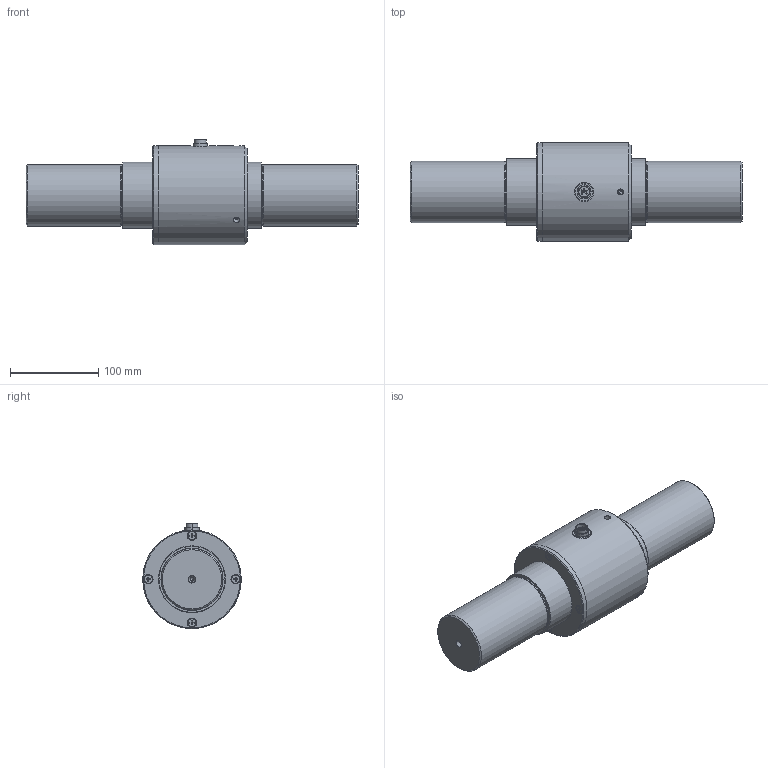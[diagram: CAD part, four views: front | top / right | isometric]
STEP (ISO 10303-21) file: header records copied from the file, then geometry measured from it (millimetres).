
FILE_DESCRIPTION( ( 'Unknown' ), '1' );
FILE_NAME( '2452-3d08.stp', 'Unknown', ( 'Unknown' ), ( 'Unknown' ), 'PSStep 17.0.49', 'Unknown', ' ' );
FILE_SCHEMA( ( 'AUTOMOTIVE_DESIGN { 1 0 10303 214 1 1 1 1 }' ) );
Length unit declared in the file: millimetre
Products named in the file (12): Assem1; FLANSCHSTECKER 6-POLIG; GEWINDESTIFT - DIN 913 - M8 X 12; GEWINDESTIFT - DIN 913 - M8 X 12-oa0; GEWINDESTIFT - DIN 913 - M8 X 12-oa1; 2300-001_doc-00047966; Senkschraube DIN 965-M5x12-H; Senkschraube DIN 965-M5x12-H-oa2; Senkschraube DIN 965-M5x12-H-oa3; Senkschraube DIN 965-M5x12-H-oa4; 2452-010_DOC-00106231; 2452-009_DOC-00106207
Assembly tree (11 placements, depth 2):
  Assem1
    FLANSCHSTECKER 6-POLIG
    GEWINDESTIFT - DIN 913 - M8 X 12
    GEWINDESTIFT - DIN 913 - M8 X 12-oa0
    GEWINDESTIFT - DIN 913 - M8 X 12-oa1
    2300-001_doc-00047966
    Senkschraube DIN 965-M5x12-H
    Senkschraube DIN 965-M5x12-H-oa2
    Senkschraube DIN 965-M5x12-H-oa3
    Senkschraube DIN 965-M5x12-H-oa4
    2452-010_DOC-00106231
    2452-009_DOC-00106207
Bounding box: 377 x 112 x 119.5 mm (x, y, z)
Volume: 2121641.6 mm3; surface area: 185580 mm2
Topology: 11 solids, 11 shells, 274 faces, 637 edges, 407 vertices
Faces by surface type: plane 113, cylinder 99, cone 56, torus 6
Full cylindrical faces by diameter (mm): 4 x2, 4.019 x4, 4.134 x8, 5 x4, 5.5 x4, 6.647 x3, 9.2 x4, 17.188 x1, 22 x1, 69.4 x2, 70 x2, 75 x2, 76 x1, 92 x1, 112 x2
Entity records: 10037 total; most frequent: CARTESIAN_POINT 1792, DIRECTION 1292, ORIENTED_EDGE 1040, EDGE_CURVE 520, AXIS2_PLACEMENT_3D 512, EDGE_LOOP 393, VERTEX_POINT 375, FACE_OUTER_BOUND 321
